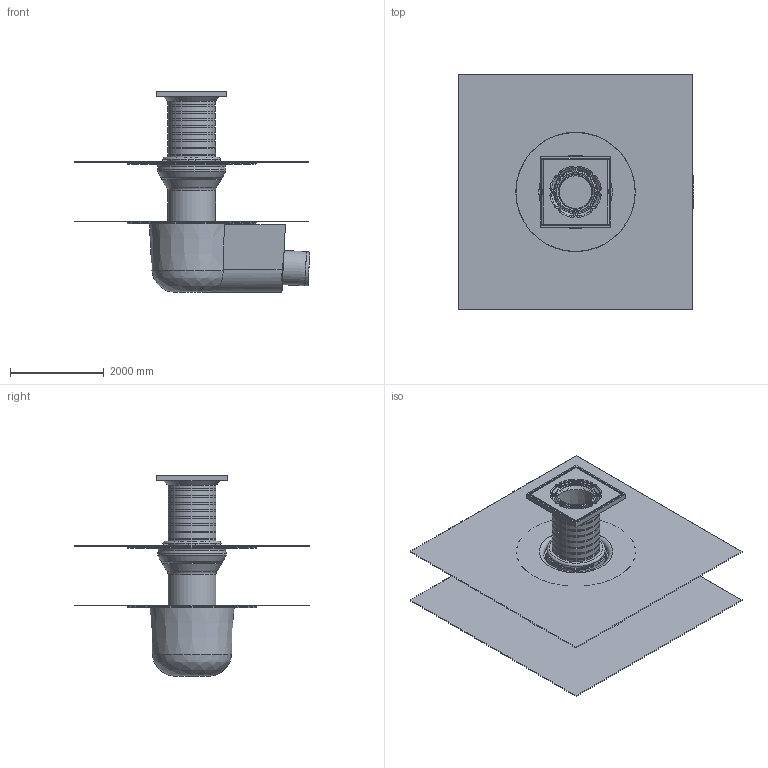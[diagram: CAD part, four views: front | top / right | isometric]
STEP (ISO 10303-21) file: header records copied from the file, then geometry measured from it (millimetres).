
FILE_DESCRIPTION(/* description */ (''),/* implementation_level */ '2;1');
FILE_NAME(/* name */ '16332.070X_3D.stp',/* time_stamp */ '2025-01-06T10:02:47+01:00',/* author */ ('c.rudolph'),/* organization */ (''),/* preprocessor_version */ 'ST-DEVELOPER v20',/* originating_system */ 'AutoCAD Mechanical',/* authorisation */ '');
FILE_SCHEMA (('AUTOMOTIVE_DESIGN { 1 0 10303 214 3 1 1 }'));
Length unit declared in the file: centimetre
Products named in the file (2): Product; *S0
Assembly tree (1 placements, depth 2):
  Product
    *S0
Bounding box: 5018.78 x 5000 x 4276.83 mm (x, y, z)
Volume: 4322325916.4 mm3; surface area: 213326177.7 mm2
Topology: 19 solids, 21 shells, 618 faces, 1465 edges, 929 vertices
Faces by surface type: plane 204, cylinder 188, torus 136, cone 81, sphere 8, bspline 1
Full cylindrical faces by diameter (mm): 35 x4, 40 x6, 80 x6, 100 x2, 698 x2, 730 x4, 750 x1, 780 x1, 960 x1, 980 x1, 1010 x8, 1020 x13, 1024 x1, 1150 x2, 1160 x4, 1200 x6, 1280 x1, 1330 x2, 1400 x4, 1430 x4, 1460 x3
Entity records: 19680 total; most frequent: CARTESIAN_POINT 4696, DIRECTION 3431, ORIENTED_EDGE 2926, AXIS2_PLACEMENT_3D 1470, EDGE_CURVE 1463, VERTEX_POINT 925, CIRCLE 824, EDGE_LOOP 718
